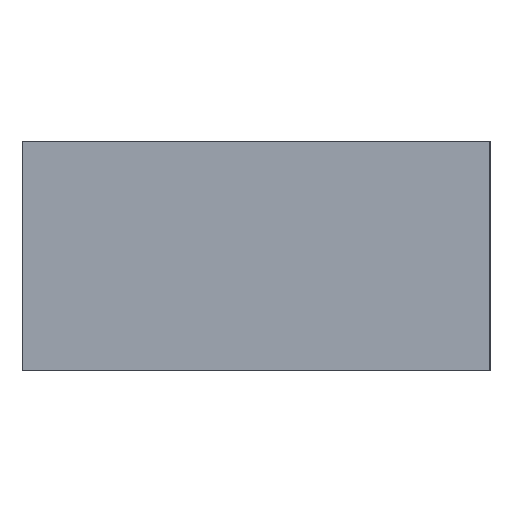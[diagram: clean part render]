
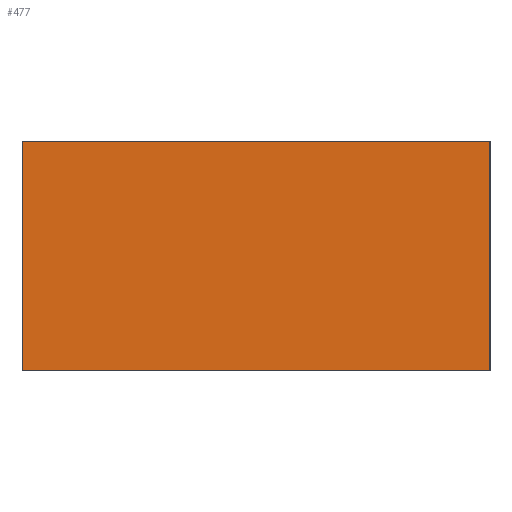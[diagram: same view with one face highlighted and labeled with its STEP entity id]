
A CAD part, left-side view. The second image highlights one B-rep face of the part: STEP entity #477.
In plain terms, the highlighted planar face has unit normal (-1, 0, 0).
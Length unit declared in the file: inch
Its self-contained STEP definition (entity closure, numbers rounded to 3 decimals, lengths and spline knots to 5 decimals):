
#57=FACE_OUTER_BOUND('',#83,.T.);
#83=EDGE_LOOP('',(#413,#414,#415,#416));
#129=LINE('',#763,#183);
#138=LINE('',#785,#192);
#139=LINE('',#787,#193);
#140=LINE('',#788,#194);
#183=VECTOR('',#627,0.3937);
#192=VECTOR('',#646,0.3937);
#193=VECTOR('',#649,0.3937);
#194=VECTOR('',#650,0.3937);
#231=VERTEX_POINT('',#760);
#232=VERTEX_POINT('',#762);
#238=VERTEX_POINT('',#779);
#240=VERTEX_POINT('',#783);
#291=EDGE_CURVE('',#231,#232,#129,.T.);
#302=EDGE_CURVE('',#238,#240,#138,.T.);
#303=EDGE_CURVE('',#238,#231,#139,.T.);
#304=EDGE_CURVE('',#232,#240,#140,.T.);
#413=ORIENTED_EDGE('',*,*,#303,.F.);
#414=ORIENTED_EDGE('',*,*,#302,.T.);
#415=ORIENTED_EDGE('',*,*,#304,.F.);
#416=ORIENTED_EDGE('',*,*,#291,.F.);
#453=PLANE('',#527);
#477=ADVANCED_FACE('',(#57),#453,.T.);
#527=AXIS2_PLACEMENT_3D('',#786,#647,#648);
#627=DIRECTION('',(0.,0.,-1.));
#646=DIRECTION('',(0.,0.,-1.));
#647=DIRECTION('center_axis',(-1.,0.,0.));
#648=DIRECTION('ref_axis',(0.,1.,0.));
#649=DIRECTION('',(0.,-1.,0.));
#650=DIRECTION('',(0.,1.,0.));
#760=CARTESIAN_POINT('',(-3.25,-0.98,0.));
#762=CARTESIAN_POINT('',(-3.25,-0.98,-0.96));
#763=CARTESIAN_POINT('',(-3.25,-0.98,0.));
#779=CARTESIAN_POINT('',(-3.25,0.98,0.));
#783=CARTESIAN_POINT('',(-3.25,0.98,-0.96));
#785=CARTESIAN_POINT('',(-3.25,0.98,0.));
#786=CARTESIAN_POINT('Origin',(-3.25,-0.98,0.));
#787=CARTESIAN_POINT('',(-3.25,0.98,0.));
#788=CARTESIAN_POINT('',(-3.25,0.98,-0.96));
